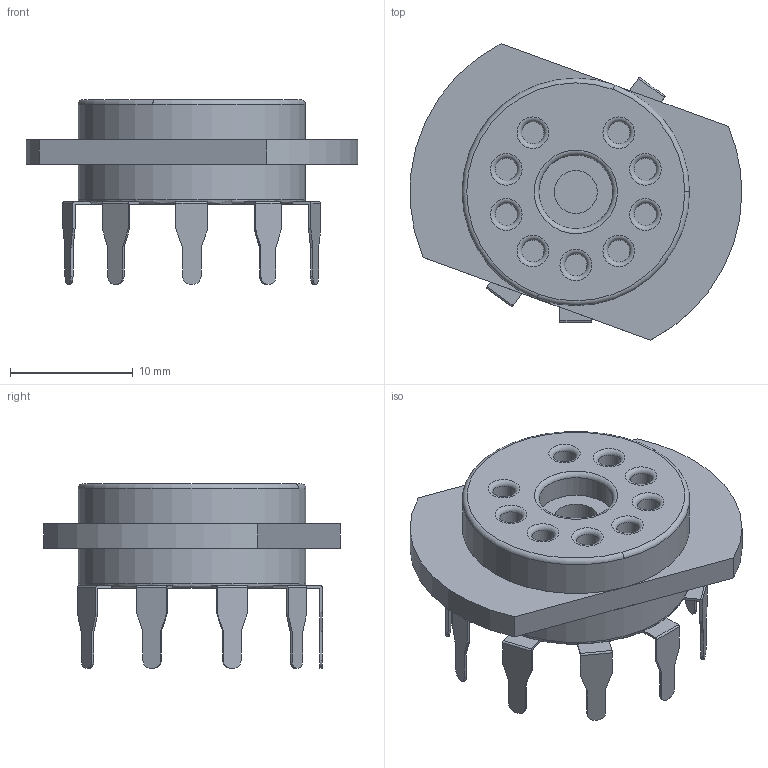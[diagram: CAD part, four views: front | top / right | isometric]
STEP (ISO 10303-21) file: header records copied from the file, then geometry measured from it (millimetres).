
FILE_DESCRIPTION(/* description */ ('model of Valve_Socket_Belton_VT9_PT-B9A-D21.00mm_Tap'),/* implementation_level */ '2;1');
FILE_NAME(/* name */ 'Valve_Socket_Belton_VT9_PT-B9A-D21.00mm_Tap.step',/* time_stamp */ '2018-11-25T10:56:11',/* author */ ('kicad StepUp','ksu'),/* organization */ ('FreeCAD'),/* preprocessor_version */ 'OCC',/* originating_system */ 'kicad StepUp',/* authorisation */ '');
FILE_SCHEMA(('AUTOMOTIVE_DESIGN { 1 0 10303 214 1 1 1 1 }'));
Length unit declared in the file: millimetre
Products named in the file (1): Valve_Socket_Belton_VT9_PT_B9A_D2100mm_Tap
Bounding box: 26.97 x 24.11 x 15 mm (x, y, z)
Volume: 2486.7 mm3; surface area: 2046.4 mm2
Topology: 1 solids, 1 shells, 183 faces, 480 edges, 310 vertices
Faces by surface type: plane 127, cylinder 42, torus 14
Full cylindrical faces by diameter (mm): 1.8 x9, 3.5 x1, 6 x1, 18.5 x2
Entity records: 7041 total; most frequent: CARTESIAN_POINT 1138, DIRECTION 977, ORIENTED_EDGE 960, EDGE_CURVE 480, AXIS2_PLACEMENT_3D 333, LINE 311, VECTOR 311, VERTEX_POINT 310
